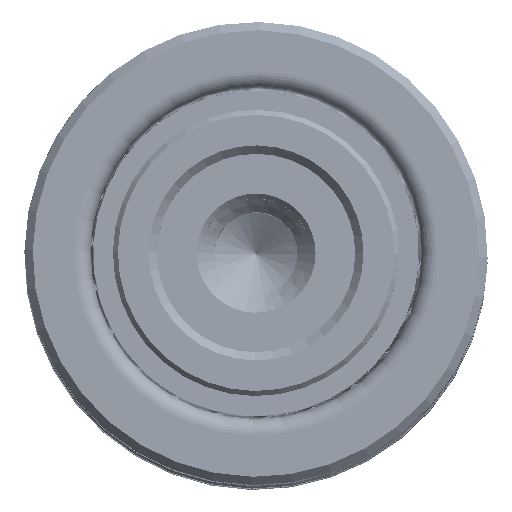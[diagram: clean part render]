
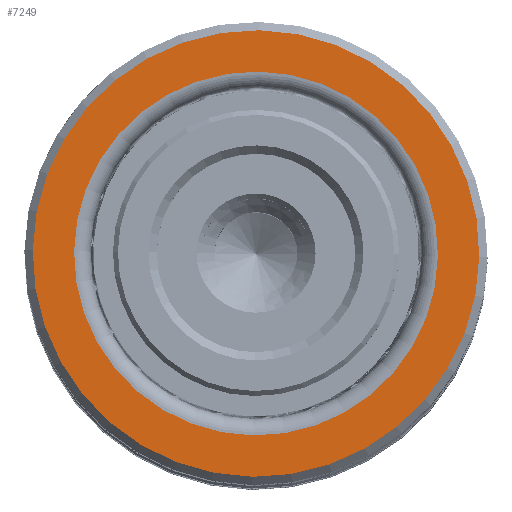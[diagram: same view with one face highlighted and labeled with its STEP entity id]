
A CAD part, top view. The second image highlights one B-rep face of the part: STEP entity #7249.
In plain terms, the highlighted face is planar.
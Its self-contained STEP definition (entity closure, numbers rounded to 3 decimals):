
#1311 = CARTESIAN_POINT ( 'NONE',  ( 0., 0., 0. ) ) ;
#1937 = VERTEX_POINT ( 'NONE', #31582 ) ;
#2119 = AXIS2_PLACEMENT_3D ( 'NONE', #25002, #6857, #28077 ) ;
#2556 = DIRECTION ( 'NONE',  ( 1., 0., 0. ) ) ;
#3616 = CARTESIAN_POINT ( 'NONE',  ( 0., 0., 0. ) ) ;
#4048 = EDGE_LOOP ( 'NONE', ( #15609, #38201 ) ) ;
#4357 = DIRECTION ( 'NONE',  ( 1., 0., 0. ) ) ;
#5130 = AXIS2_PLACEMENT_3D ( 'NONE', #1311, #22474, #4357 ) ;
#5603 = CIRCLE ( 'NONE', #5130, 11. ) ;
#6633 = DIRECTION ( 'NONE',  ( 1., 0., 0. ) ) ;
#6857 = DIRECTION ( 'NONE',  ( 0., 0., 1. ) ) ;
#7249 = ADVANCED_FACE ( 'NONE', ( #18482, #25615 ), #11532, .F. ) ;
#7680 = AXIS2_PLACEMENT_3D ( 'NONE', #14585, #20695, #2556 ) ;
#7897 = CIRCLE ( 'NONE', #2119, 11. ) ;
#9852 = EDGE_CURVE ( 'NONE', #34859, #33165, #34571, .T. ) ;
#11532 = PLANE ( 'NONE',  #7680 ) ;
#11877 = CARTESIAN_POINT ( 'NONE',  ( 0., 0., 0. ) ) ;
#13489 = ORIENTED_EDGE ( 'NONE', *, *, #18429, .T. ) ;
#14585 = CARTESIAN_POINT ( 'NONE',  ( 0., 0., 0. ) ) ;
#14908 = DIRECTION ( 'NONE',  ( 1., 0., 0. ) ) ;
#15609 = ORIENTED_EDGE ( 'NONE', *, *, #26569, .T. ) ;
#18429 = EDGE_CURVE ( 'NONE', #27571, #1937, #5603, .T. ) ;
#18482 = FACE_BOUND ( 'NONE', #28983, .T. ) ;
#20225 = AXIS2_PLACEMENT_3D ( 'NONE', #11877, #33082, #14908 ) ;
#20512 = CARTESIAN_POINT ( 'NONE',  ( 13.5, 0., 0. ) ) ;
#20695 = DIRECTION ( 'NONE',  ( 0., 0., 1. ) ) ;
#20728 = EDGE_CURVE ( 'NONE', #1937, #27571, #7897, .T. ) ;
#21696 = CARTESIAN_POINT ( 'NONE',  ( -11., 0., 0. ) ) ;
#22474 = DIRECTION ( 'NONE',  ( 0., 0., 1. ) ) ;
#24772 = DIRECTION ( 'NONE',  ( 0., 0., -1. ) ) ;
#25002 = CARTESIAN_POINT ( 'NONE',  ( 0., 0., 0. ) ) ;
#25615 = FACE_OUTER_BOUND ( 'NONE', #4048, .T. ) ;
#26569 = EDGE_CURVE ( 'NONE', #33165, #34859, #28171, .T. ) ;
#27571 = VERTEX_POINT ( 'NONE', #21696 ) ;
#28077 = DIRECTION ( 'NONE',  ( 1., 0., 0. ) ) ;
#28171 = CIRCLE ( 'NONE', #20225, 13.5 ) ;
#28983 = EDGE_LOOP ( 'NONE', ( #32764, #13489 ) ) ;
#31582 = CARTESIAN_POINT ( 'NONE',  ( 11., 0., 0. ) ) ;
#32225 = CARTESIAN_POINT ( 'NONE',  ( -13.5, 0., 0. ) ) ;
#32764 = ORIENTED_EDGE ( 'NONE', *, *, #20728, .T. ) ;
#33082 = DIRECTION ( 'NONE',  ( 0., 0., -1. ) ) ;
#33165 = VERTEX_POINT ( 'NONE', #20512 ) ;
#34571 = CIRCLE ( 'NONE', #37355, 13.5 ) ;
#34859 = VERTEX_POINT ( 'NONE', #32225 ) ;
#37355 = AXIS2_PLACEMENT_3D ( 'NONE', #3616, #24772, #6633 ) ;
#38201 = ORIENTED_EDGE ( 'NONE', *, *, #9852, .T. ) ;
